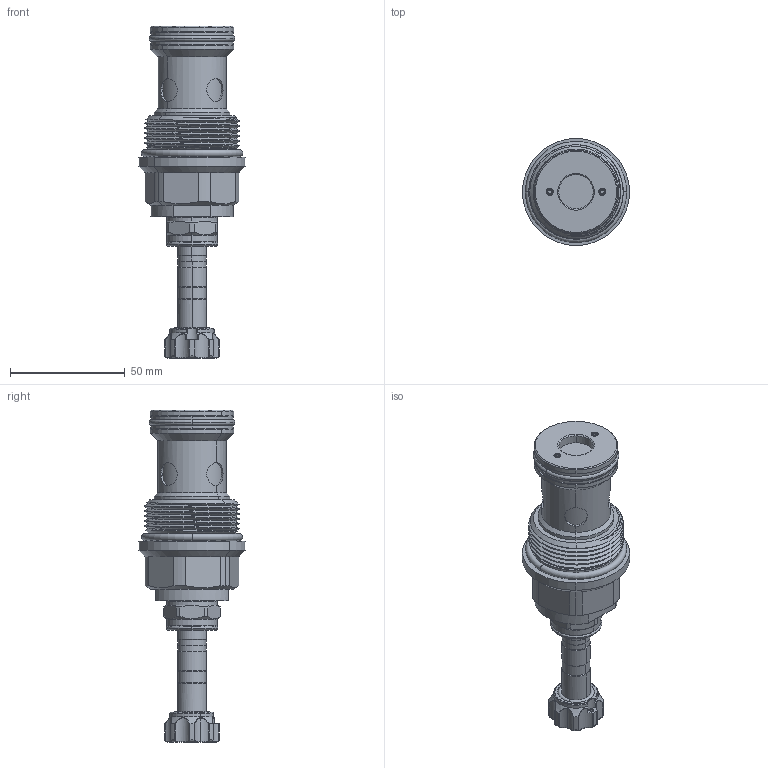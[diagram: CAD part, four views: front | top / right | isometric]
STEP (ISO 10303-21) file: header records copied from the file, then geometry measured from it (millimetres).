
FILE_DESCRIPTION (( 'STEP AP203' ), '1' );
FILE_NAME ('EP20W2A05N95.STEP', '2021-03-11T01:51:12', ( '' ), ( '' ), 'SwSTEP 2.0', 'SolidWorks 2018', '' );
FILE_SCHEMA (( 'CONFIG_CONTROL_DESIGN' ));
Length unit declared in the file: millimetre
Products named in the file (1): EP20W2A05N95
Bounding box: 46.62 x 46.62 x 144.95 mm (x, y, z)
Volume: 101019 mm3; surface area: 22266.3 mm2
Topology: 4 solids, 4 shells, 329 faces, 795 edges, 484 vertices
Faces by surface type: cylinder 142, plane 56, cone 49, torus 41, bspline 41
Entity records: 15084 total; most frequent: CARTESIAN_POINT 7643, ORIENTED_EDGE 1586, DIRECTION 1520, EDGE_CURVE 793, AXIS2_PLACEMENT_3D 637, VERTEX_POINT 484, EDGE_LOOP 349, CIRCLE 348
